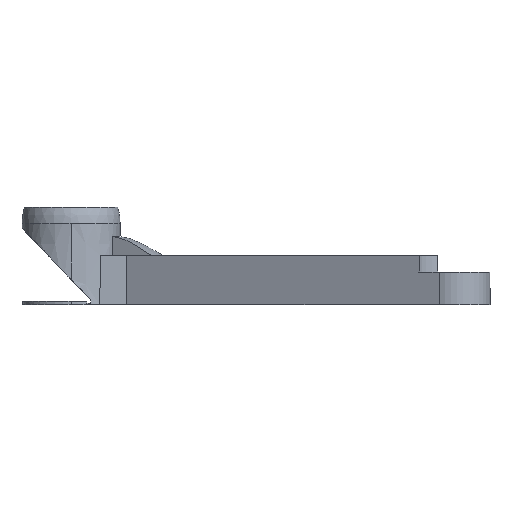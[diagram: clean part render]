
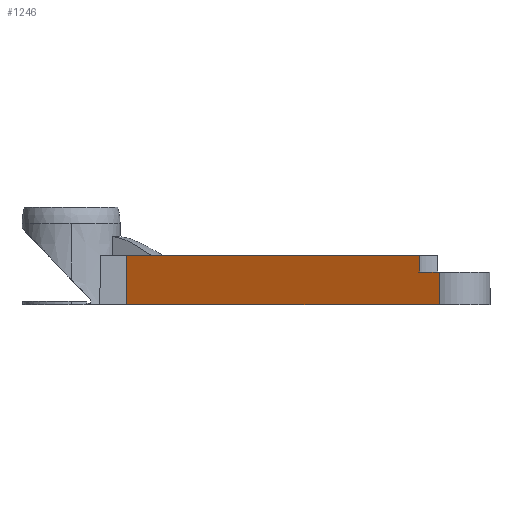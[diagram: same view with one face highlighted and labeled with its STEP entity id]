
A CAD part, front view. The second image highlights one B-rep face of the part: STEP entity #1246.
In plain terms, the highlighted planar face has unit normal (-0.448, -0.894, 0).
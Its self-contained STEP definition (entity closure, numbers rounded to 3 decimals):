
#45 = PLANE('',#46);
#46 = AXIS2_PLACEMENT_3D('',#47,#48,#49);
#47 = CARTESIAN_POINT('',(-35.318,-275.,0.));
#48 = DIRECTION('',(0.,0.,1.));
#49 = DIRECTION('',(1.,0.,0.));
#378 = VERTEX_POINT('',#379);
#379 = CARTESIAN_POINT('',(-57.089,-279.75,0.));
#393 = PLANE('',#394);
#394 = AXIS2_PLACEMENT_3D('',#395,#396,#397);
#395 = CARTESIAN_POINT('',(-57.089,-279.75,0.));
#396 = DIRECTION('',(0.,-1.,0.));
#397 = DIRECTION('',(-1.,0.,0.));
#405 = EDGE_CURVE('',#378,#406,#408,.T.);
#406 = VERTEX_POINT('',#407);
#407 = CARTESIAN_POINT('',(-18.924,-298.846,0.));
#408 = SURFACE_CURVE('',#409,(#413,#420),.PCURVE_S1.);
#409 = LINE('',#410,#411);
#410 = CARTESIAN_POINT('',(-57.089,-279.75,0.));
#411 = VECTOR('',#412,1.);
#412 = DIRECTION('',(0.894,-0.447,0.));
#413 = PCURVE('',#45,#414);
#414 = DEFINITIONAL_REPRESENTATION('',(#415),#419);
#415 = LINE('',#416,#417);
#416 = CARTESIAN_POINT('',(-21.77,-4.75));
#417 = VECTOR('',#418,1.);
#418 = DIRECTION('',(0.894,-0.447));
#419 = ( GEOMETRIC_REPRESENTATION_CONTEXT(2) 
PARAMETRIC_REPRESENTATION_CONTEXT() REPRESENTATION_CONTEXT('2D SPACE',''
  ) );
#420 = PCURVE('',#421,#426);
#421 = PLANE('',#422);
#422 = AXIS2_PLACEMENT_3D('',#423,#424,#425);
#423 = CARTESIAN_POINT('',(-57.089,-279.75,0.));
#424 = DIRECTION('',(0.447,0.894,0.));
#425 = DIRECTION('',(0.894,-0.447,0.));
#426 = DEFINITIONAL_REPRESENTATION('',(#427),#431);
#427 = LINE('',#428,#429);
#428 = CARTESIAN_POINT('',(0.,0.));
#429 = VECTOR('',#430,1.);
#430 = DIRECTION('',(1.,0.));
#431 = ( GEOMETRIC_REPRESENTATION_CONTEXT(2) 
PARAMETRIC_REPRESENTATION_CONTEXT() REPRESENTATION_CONTEXT('2D SPACE',''
  ) );
#450 = CYLINDRICAL_SURFACE('',#451,4.3);
#451 = AXIS2_PLACEMENT_3D('',#452,#453,#454);
#452 = CARTESIAN_POINT('',(-17.,-295.,0.));
#453 = DIRECTION('',(-0.,-0.,-1.));
#454 = DIRECTION('',(1.,0.,0.));
#655 = PLANE('',#656);
#656 = AXIS2_PLACEMENT_3D('',#657,#658,#659);
#657 = CARTESIAN_POINT('',(-35.318,-275.,6.));
#658 = DIRECTION('',(0.,0.,1.));
#659 = DIRECTION('',(1.,0.,0.));
#958 = PLANE('',#959);
#959 = AXIS2_PLACEMENT_3D('',#960,#961,#962);
#960 = CARTESIAN_POINT('',(-14.962,-275.,4.));
#961 = DIRECTION('',(0.,0.,1.));
#962 = DIRECTION('',(1.,0.,0.));
#1081 = EDGE_CURVE('',#406,#1082,#1084,.T.);
#1082 = VERTEX_POINT('',#1083);
#1083 = CARTESIAN_POINT('',(-18.924,-298.846,4.));
#1084 = SURFACE_CURVE('',#1085,(#1089,#1096),.PCURVE_S1.);
#1085 = LINE('',#1086,#1087);
#1086 = CARTESIAN_POINT('',(-18.924,-298.846,0.));
#1087 = VECTOR('',#1088,1.);
#1088 = DIRECTION('',(0.,0.,1.));
#1089 = PCURVE('',#450,#1090);
#1090 = DEFINITIONAL_REPRESENTATION('',(#1091),#1095);
#1091 = LINE('',#1092,#1093);
#1092 = CARTESIAN_POINT('',(-4.248,0.));
#1093 = VECTOR('',#1094,1.);
#1094 = DIRECTION('',(-0.,-1.));
#1095 = ( GEOMETRIC_REPRESENTATION_CONTEXT(2) 
PARAMETRIC_REPRESENTATION_CONTEXT() REPRESENTATION_CONTEXT('2D SPACE',''
  ) );
#1096 = PCURVE('',#421,#1097);
#1097 = DEFINITIONAL_REPRESENTATION('',(#1098),#1102);
#1098 = LINE('',#1099,#1100);
#1099 = CARTESIAN_POINT('',(42.675,0.));
#1100 = VECTOR('',#1101,1.);
#1101 = DIRECTION('',(0.,-1.));
#1102 = ( GEOMETRIC_REPRESENTATION_CONTEXT(2) 
PARAMETRIC_REPRESENTATION_CONTEXT() REPRESENTATION_CONTEXT('2D SPACE',''
  ) );
#1246 = ADVANCED_FACE('',(#1247),#421,.F.);
#1247 = FACE_BOUND('',#1248,.F.);
#1248 = EDGE_LOOP('',(#1249,#1250,#1273,#1296,#1322,#1341));
#1249 = ORIENTED_EDGE('',*,*,#405,.F.);
#1250 = ORIENTED_EDGE('',*,*,#1251,.T.);
#1251 = EDGE_CURVE('',#378,#1252,#1254,.T.);
#1252 = VERTEX_POINT('',#1253);
#1253 = CARTESIAN_POINT('',(-57.089,-279.75,6.));
#1254 = SURFACE_CURVE('',#1255,(#1259,#1266),.PCURVE_S1.);
#1255 = LINE('',#1256,#1257);
#1256 = CARTESIAN_POINT('',(-57.089,-279.75,0.));
#1257 = VECTOR('',#1258,1.);
#1258 = DIRECTION('',(0.,0.,1.));
#1259 = PCURVE('',#421,#1260);
#1260 = DEFINITIONAL_REPRESENTATION('',(#1261),#1265);
#1261 = LINE('',#1262,#1263);
#1262 = CARTESIAN_POINT('',(0.,0.));
#1263 = VECTOR('',#1264,1.);
#1264 = DIRECTION('',(0.,-1.));
#1265 = ( GEOMETRIC_REPRESENTATION_CONTEXT(2) 
PARAMETRIC_REPRESENTATION_CONTEXT() REPRESENTATION_CONTEXT('2D SPACE',''
  ) );
#1266 = PCURVE('',#393,#1267);
#1267 = DEFINITIONAL_REPRESENTATION('',(#1268),#1272);
#1268 = LINE('',#1269,#1270);
#1269 = CARTESIAN_POINT('',(0.,-0.));
#1270 = VECTOR('',#1271,1.);
#1271 = DIRECTION('',(0.,-1.));
#1272 = ( GEOMETRIC_REPRESENTATION_CONTEXT(2) 
PARAMETRIC_REPRESENTATION_CONTEXT() REPRESENTATION_CONTEXT('2D SPACE',''
  ) );
#1273 = ORIENTED_EDGE('',*,*,#1274,.T.);
#1274 = EDGE_CURVE('',#1252,#1275,#1277,.T.);
#1275 = VERTEX_POINT('',#1276);
#1276 = CARTESIAN_POINT('',(-21.292,-297.661,6.));
#1277 = SURFACE_CURVE('',#1278,(#1282,#1289),.PCURVE_S1.);
#1278 = LINE('',#1279,#1280);
#1279 = CARTESIAN_POINT('',(-57.089,-279.75,6.));
#1280 = VECTOR('',#1281,1.);
#1281 = DIRECTION('',(0.894,-0.447,0.));
#1282 = PCURVE('',#421,#1283);
#1283 = DEFINITIONAL_REPRESENTATION('',(#1284),#1288);
#1284 = LINE('',#1285,#1286);
#1285 = CARTESIAN_POINT('',(0.,-6.));
#1286 = VECTOR('',#1287,1.);
#1287 = DIRECTION('',(1.,0.));
#1288 = ( GEOMETRIC_REPRESENTATION_CONTEXT(2) 
PARAMETRIC_REPRESENTATION_CONTEXT() REPRESENTATION_CONTEXT('2D SPACE',''
  ) );
#1289 = PCURVE('',#655,#1290);
#1290 = DEFINITIONAL_REPRESENTATION('',(#1291),#1295);
#1291 = LINE('',#1292,#1293);
#1292 = CARTESIAN_POINT('',(-21.77,-4.75));
#1293 = VECTOR('',#1294,1.);
#1294 = DIRECTION('',(0.894,-0.447));
#1295 = ( GEOMETRIC_REPRESENTATION_CONTEXT(2) 
PARAMETRIC_REPRESENTATION_CONTEXT() REPRESENTATION_CONTEXT('2D SPACE',''
  ) );
#1296 = ORIENTED_EDGE('',*,*,#1297,.T.);
#1297 = EDGE_CURVE('',#1275,#1298,#1300,.T.);
#1298 = VERTEX_POINT('',#1299);
#1299 = CARTESIAN_POINT('',(-21.292,-297.661,4.));
#1300 = SURFACE_CURVE('',#1301,(#1305,#1311),.PCURVE_S1.);
#1301 = LINE('',#1302,#1303);
#1302 = CARTESIAN_POINT('',(-21.292,-297.661,4.));
#1303 = VECTOR('',#1304,1.);
#1304 = DIRECTION('',(-0.,-0.,-1.));
#1305 = PCURVE('',#421,#1306);
#1306 = DEFINITIONAL_REPRESENTATION('',(#1307),#1310);
#1307 = B_SPLINE_CURVE_WITH_KNOTS('',1,(#1308,#1309),.UNSPECIFIED.,.F.,
  .F.,(2,2),(-2.6,0.),.PIECEWISE_BEZIER_KNOTS.);
#1308 = CARTESIAN_POINT('',(40.027,-6.6));
#1309 = CARTESIAN_POINT('',(40.027,-4.));
#1310 = ( GEOMETRIC_REPRESENTATION_CONTEXT(2) 
PARAMETRIC_REPRESENTATION_CONTEXT() REPRESENTATION_CONTEXT('2D SPACE',''
  ) );
#1311 = PCURVE('',#1312,#1317);
#1312 = CYLINDRICAL_SURFACE('',#1313,5.05);
#1313 = AXIS2_PLACEMENT_3D('',#1314,#1315,#1316);
#1314 = CARTESIAN_POINT('',(-17.,-295.,4.));
#1315 = DIRECTION('',(-0.,-0.,-1.));
#1316 = DIRECTION('',(1.,0.,0.));
#1317 = DEFINITIONAL_REPRESENTATION('',(#1318),#1321);
#1318 = B_SPLINE_CURVE_WITH_KNOTS('',1,(#1319,#1320),.UNSPECIFIED.,.F.,
  .F.,(2,2),(-2.6,0.),.PIECEWISE_BEZIER_KNOTS.);
#1319 = CARTESIAN_POINT('',(-3.696,-2.6));
#1320 = CARTESIAN_POINT('',(-3.696,0.));
#1321 = ( GEOMETRIC_REPRESENTATION_CONTEXT(2) 
PARAMETRIC_REPRESENTATION_CONTEXT() REPRESENTATION_CONTEXT('2D SPACE',''
  ) );
#1322 = ORIENTED_EDGE('',*,*,#1323,.T.);
#1323 = EDGE_CURVE('',#1298,#1082,#1324,.T.);
#1324 = SURFACE_CURVE('',#1325,(#1329,#1335),.PCURVE_S1.);
#1325 = LINE('',#1326,#1327);
#1326 = CARTESIAN_POINT('',(-41.193,-287.703,4.));
#1327 = VECTOR('',#1328,1.);
#1328 = DIRECTION('',(0.894,-0.447,0.));
#1329 = PCURVE('',#421,#1330);
#1330 = DEFINITIONAL_REPRESENTATION('',(#1331),#1334);
#1331 = B_SPLINE_CURVE_WITH_KNOTS('',1,(#1332,#1333),.UNSPECIFIED.,.F.,
  .F.,(2,2),(21.406,24.901),.PIECEWISE_BEZIER_KNOTS.);
#1332 = CARTESIAN_POINT('',(39.18,-4.));
#1333 = CARTESIAN_POINT('',(42.675,-4.));
#1334 = ( GEOMETRIC_REPRESENTATION_CONTEXT(2) 
PARAMETRIC_REPRESENTATION_CONTEXT() REPRESENTATION_CONTEXT('2D SPACE',''
  ) );
#1335 = PCURVE('',#958,#1336);
#1336 = DEFINITIONAL_REPRESENTATION('',(#1337),#1340);
#1337 = B_SPLINE_CURVE_WITH_KNOTS('',1,(#1338,#1339),.UNSPECIFIED.,.F.,
  .F.,(2,2),(21.406,24.901),.PIECEWISE_BEZIER_KNOTS.);
#1338 = CARTESIAN_POINT('',(-7.088,-22.281));
#1339 = CARTESIAN_POINT('',(-3.962,-23.846));
#1340 = ( GEOMETRIC_REPRESENTATION_CONTEXT(2) 
PARAMETRIC_REPRESENTATION_CONTEXT() REPRESENTATION_CONTEXT('2D SPACE',''
  ) );
#1341 = ORIENTED_EDGE('',*,*,#1081,.F.);
